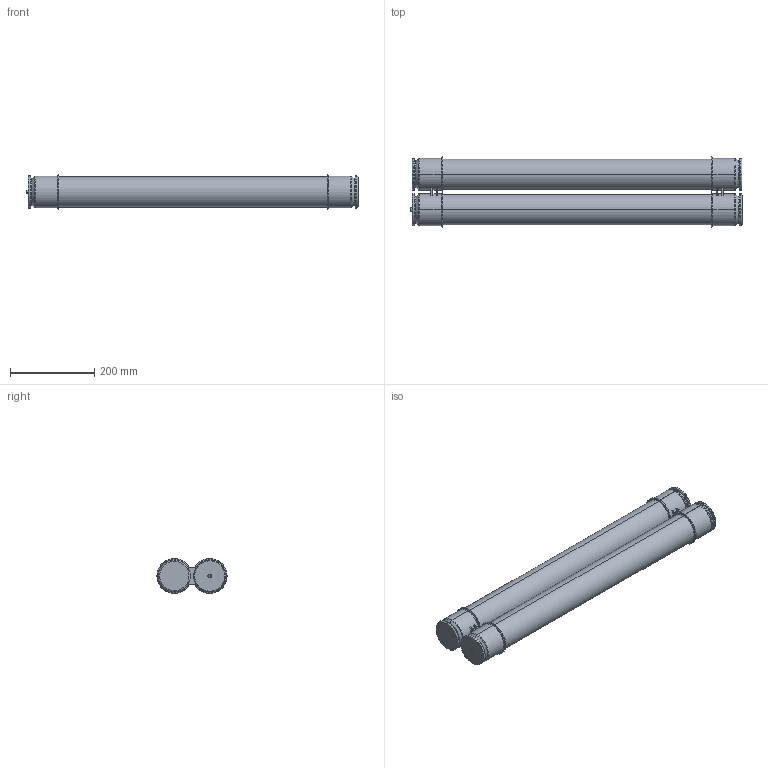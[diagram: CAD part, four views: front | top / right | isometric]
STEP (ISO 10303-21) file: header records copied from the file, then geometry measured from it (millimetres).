
FILE_DESCRIPTION (( 'STEP AP214' ), '1' );
FILE_NAME ('2B608009P30.STEP', '2024-08-06T16:55:38', ( '' ), ( '' ), 'SwSTEP 2.0', 'SolidWorks 2021', '' );
FILE_SCHEMA (( 'AUTOMOTIVE_DESIGN' ));
Length unit declared in the file: millimetre
Products named in the file (1): 2B608009P30
Bounding box: 789.08 x 166.72 x 82.55 mm (x, y, z)
Surface area: 478002.2 mm2 (no closed solid volume)
Topology: 0 solids, 49 shells, 319 faces, 1844 edges, 1541 vertices
Faces by surface type: plane 145, torus 68, cylinder 42, cone 32, bspline 32
Entity records: 26667 total; most frequent: CARTESIAN_POINT 10075, DIRECTION 2315, ORIENTED_EDGE 2303, EDGE_CURVE 1844, VERTEX_POINT 1541, VECTOR 1127, LINE 1127, AXIS2_PLACEMENT_3D 594
